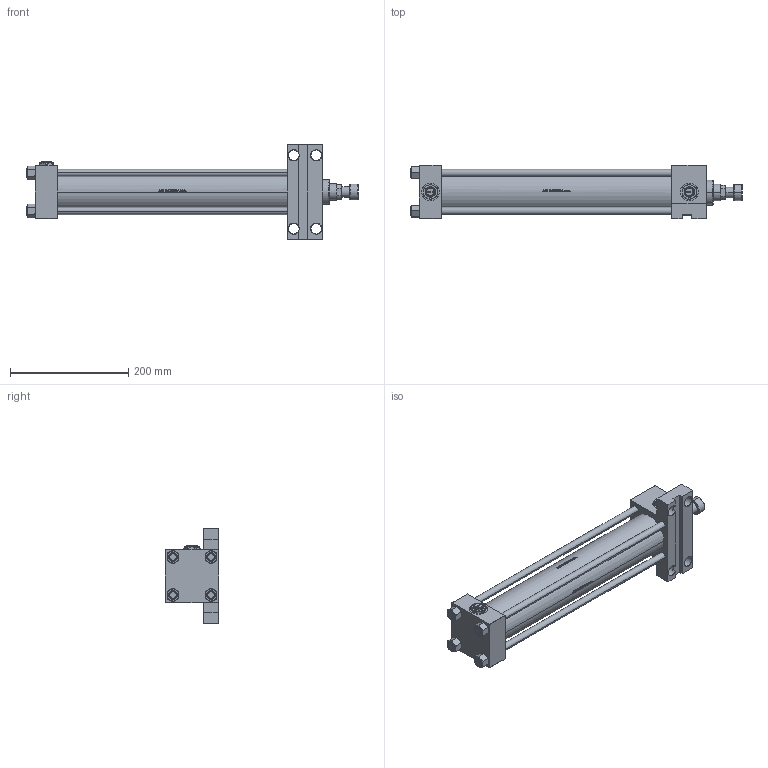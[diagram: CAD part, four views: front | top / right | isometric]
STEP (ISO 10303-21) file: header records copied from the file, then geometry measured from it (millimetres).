
FILE_DESCRIPTION (( 'STEP AP203' ), '1' );
FILE_NAME ('d9c9.STEP', '2023-01-17T18:15:27', ( '' ), ( '' ), 'SwSTEP 2.0', 'SolidWorks 2019', '' );
FILE_SCHEMA (( 'CONFIG_CONTROL_DESIGN' ));
Length unit declared in the file: millimetre
Products named in the file (8): V215CR_F_TYCINKA 1d425cfe9ea23d8ead273563f1307a86; NUT_M5_F 1d425cfe9ea23d8ead273563f1307a86; Zatka_pro_OIL_PORT 1d425cfe9ea23d8ead273563f1307a86; V215CR_VCP_F 1d425cfe9ea23d8ead273563f1307a86; V215CR_F_Body 1d425cfe9ea23d8ead273563f1307a86; V215_VC_A 1d425cfe9ea23d8ead273563f1307a86; V215CR_ROD_END_F 1d425cfe9ea23d8ead273563f1307a86; d9c9
Assembly tree (14 placements, depth 2):
  d9c9
    V215CR_F_Body 1d425cfe9ea23d8ead273563f1307a86
    V215CR_VCP_F 1d425cfe9ea23d8ead273563f1307a86
    V215CR_F_TYCINKA 1d425cfe9ea23d8ead273563f1307a86  x4
    NUT_M5_F 1d425cfe9ea23d8ead273563f1307a86  x4
    V215_VC_A 1d425cfe9ea23d8ead273563f1307a86
    V215CR_ROD_END_F 1d425cfe9ea23d8ead273563f1307a86
    Zatka_pro_OIL_PORT 1d425cfe9ea23d8ead273563f1307a86  x2
Bounding box: 561 x 90 x 160 mm (x, y, z)
Volume: 1581371.7 mm3; surface area: 417945.5 mm2
Topology: 14 solids, 14 shells, 1225 faces, 3011 edges, 1937 vertices
Faces by surface type: plane 493, bspline 380, cone 196, cylinder 144, torus 12
Entity records: 50395 total; most frequent: CARTESIAN_POINT 26656, ORIENTED_EDGE 5322, DIRECTION 3478, EDGE_CURVE 2661, VERTEX_POINT 1735, LINE 1342, VECTOR 1342, EDGE_LOOP 1208
